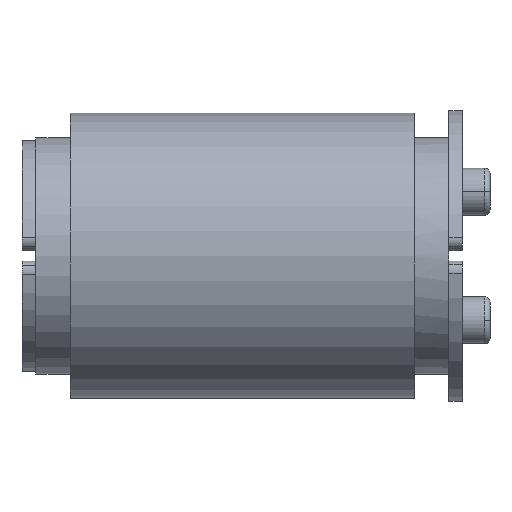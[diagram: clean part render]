
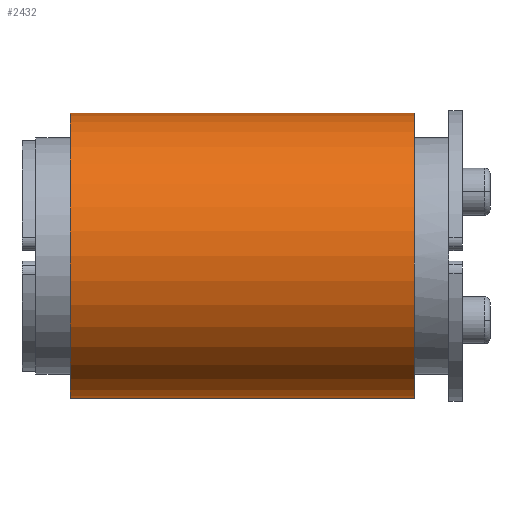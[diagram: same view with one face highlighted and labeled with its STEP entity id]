
A CAD part, top view. The second image highlights one B-rep face of the part: STEP entity #2432.
In plain terms, the highlighted cylindrical face has radius 25.9 mm (diameter 51.8 mm), a partial arc.
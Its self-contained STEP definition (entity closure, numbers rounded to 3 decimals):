
#2186=CARTESIAN_POINT('',(-31.25,-25.9,0.));
#2187=VERTEX_POINT('',#2186);
#2188=CARTESIAN_POINT('',(31.25,-25.9,0.));
#2189=VERTEX_POINT('',#2188);
#2190=CARTESIAN_POINT('',(-31.25,-25.9,0.));
#2191=DIRECTION('',(1.0,0.0,0.0));
#2192=VECTOR('',#2191,62.5);
#2193=LINE('',#2190,#2192);
#2194=EDGE_CURVE('',#2187,#2189,#2193,.T.);
#2196=CARTESIAN_POINT('',(-31.25,25.9,0.));
#2197=VERTEX_POINT('',#2196);
#2205=CARTESIAN_POINT('',(31.25,25.9,0.));
#2206=VERTEX_POINT('',#2205);
#2207=CARTESIAN_POINT('',(31.25,25.9,0.));
#2208=DIRECTION('',(-1.0,0.0,0.0));
#2209=VECTOR('',#2208,62.5);
#2210=LINE('',#2207,#2209);
#2211=EDGE_CURVE('',#2206,#2197,#2210,.T.);
#2400=CARTESIAN_POINT('',(-31.25,0.0,0.0));
#2401=DIRECTION('',(1.0,0.0,0.0));
#2402=DIRECTION('',(0.0,-1.0,0.0));
#2403=AXIS2_PLACEMENT_3D('',#2400,#2401,#2402);
#2404=CIRCLE('',#2403,25.9);
#2405=EDGE_CURVE('',#2197,#2187,#2404,.T.);
#2415=CARTESIAN_POINT('',(0.0,0.0,0.0));
#2416=DIRECTION('',(1.0,0.0,0.0));
#2417=DIRECTION('',(0.0,-1.0,0.0));
#2418=AXIS2_PLACEMENT_3D('',#2415,#2416,#2417);
#2419=CYLINDRICAL_SURFACE('',#2418,25.9);
#2420=ORIENTED_EDGE('',*,*,#2194,.T.);
#2421=CARTESIAN_POINT('',(31.25,0.0,0.0));
#2422=DIRECTION('',(-1.0,0.0,0.0));
#2423=DIRECTION('',(0.0,-1.0,0.0));
#2424=AXIS2_PLACEMENT_3D('',#2421,#2422,#2423);
#2425=CIRCLE('',#2424,25.9);
#2426=EDGE_CURVE('',#2189,#2206,#2425,.T.);
#2427=ORIENTED_EDGE('',*,*,#2426,.T.);
#2428=ORIENTED_EDGE('',*,*,#2211,.T.);
#2429=ORIENTED_EDGE('',*,*,#2405,.T.);
#2430=EDGE_LOOP('',(#2420,#2427,#2428,#2429));
#2431=FACE_OUTER_BOUND('',#2430,.T.);
#2432=ADVANCED_FACE('',(#2431),#2419,.T.);
